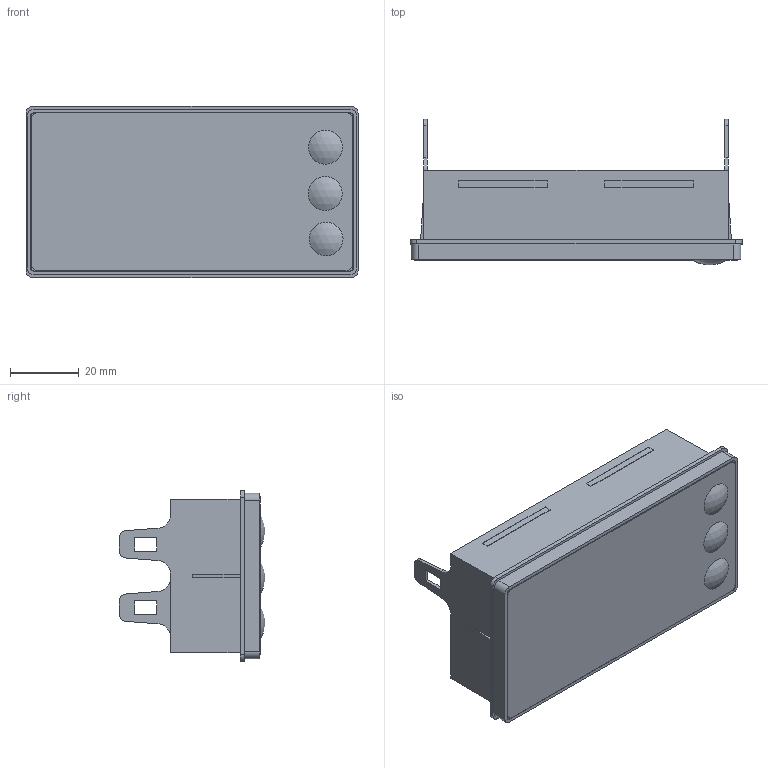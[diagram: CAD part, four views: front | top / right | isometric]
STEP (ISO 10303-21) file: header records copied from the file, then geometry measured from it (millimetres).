
FILE_DESCRIPTION(/* description */ ('Display S401-L','CAx-IF Rec.Pracs.---Representation and Presentation of Product Manufacturing Information (PMI)---4.0---2014-10-13'),/* implementation_level */ '2;1');
FILE_NAME(/* name */ 'DM-00175-0.stp',/* time_stamp */ '2017-08-28T15:32:46+02:00',/* author */ ('rt'),/* organization */ ('Seneca s.r.l.'),/* preprocessor_version */ 'ST-DEVELOPER v16.13',/* originating_system */ 'Autodesk Inventor 2018',/* authorisation */ 'FP');
FILE_SCHEMA (('AP242_MANAGED_MODEL_BASED_3D_ENGINEERING_MIM_LF { 1 0 10303 442 1 1 4 }'));
Length unit declared in the file: millimetre
Products named in the file (10): DM-00175-0; S410_6; S410_1; S410; S410_5; S410_2; S410_3; S410_4; 2way; 25236_02
Assembly tree (10 placements, depth 3):
  DM-00175-0
    S410_6
    S410_1
    S410
    S410_5
    S410_2
    S410_3
    S410_4
    2way
      25236_02  x2
Bounding box: 96.55 x 42.34 x 49.77 mm (x, y, z)
Volume: 66698.5 mm3; surface area: 43984.1 mm2
Topology: 9 solids, 9 shells, 715 faces, 1951 edges, 1278 vertices
Faces by surface type: plane 484, cylinder 185, torus 20, sphere 15, cone 11
Full cylindrical faces by diameter (mm): 7.9 x1, 9.001 x1
Entity records: 21465 total; most frequent: DIRECTION 3737, CARTESIAN_POINT 3728, ORIENTED_EDGE 3480, EDGE_CURVE 1740, LINE 1307, VECTOR 1307, AXIS2_PLACEMENT_3D 1243, VERTEX_POINT 1150
